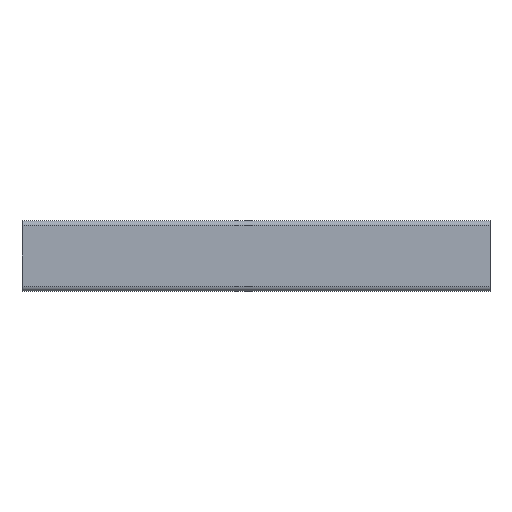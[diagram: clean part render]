
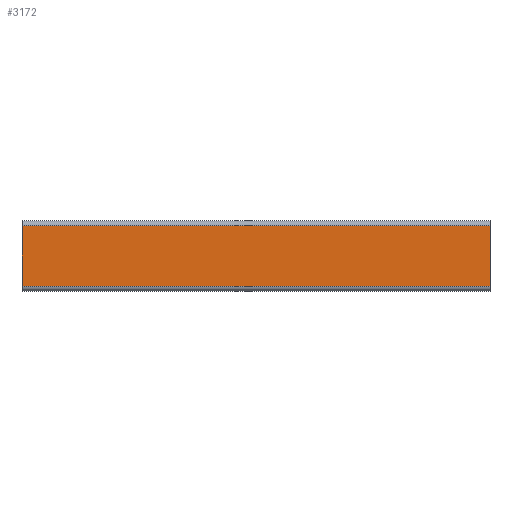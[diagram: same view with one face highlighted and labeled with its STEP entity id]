
A CAD part, left-side view. The second image highlights one B-rep face of the part: STEP entity #3172.
In plain terms, the highlighted planar face has unit normal (-1, 0, 0).
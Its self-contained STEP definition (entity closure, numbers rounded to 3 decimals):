
#412=FACE_OUTER_BOUND('',#570,.T.);
#570=EDGE_LOOP('',(#2619,#2620,#2621,#2622));
#681=LINE('',#4707,#997);
#900=LINE('',#5357,#1216);
#901=LINE('',#5360,#1217);
#902=LINE('',#5361,#1218);
#997=VECTOR('',#3753,200.);
#1216=VECTOR('',#4414,200.);
#1217=VECTOR('',#4419,26.);
#1218=VECTOR('',#4420,26.);
#1317=VERTEX_POINT('',#4700);
#1320=VERTEX_POINT('',#4705);
#1529=VERTEX_POINT('',#5354);
#1530=VERTEX_POINT('',#5356);
#1667=EDGE_CURVE('',#1317,#1320,#681,.T.);
#1995=EDGE_CURVE('',#1529,#1530,#900,.T.);
#1997=EDGE_CURVE('',#1529,#1317,#901,.T.);
#1998=EDGE_CURVE('',#1530,#1320,#902,.T.);
#2619=ORIENTED_EDGE('',*,*,#1997,.T.);
#2620=ORIENTED_EDGE('',*,*,#1667,.T.);
#2621=ORIENTED_EDGE('',*,*,#1998,.F.);
#2622=ORIENTED_EDGE('',*,*,#1995,.F.);
#3014=PLANE('',#3484);
#3172=ADVANCED_FACE('',(#412),#3014,.T.);
#3484=AXIS2_PLACEMENT_3D('',#5359,#4417,#4418);
#3753=DIRECTION('',(0.,-1.,0.));
#4414=DIRECTION('',(0.,-1.,0.));
#4417=DIRECTION('center_axis',(-1.,0.,0.));
#4418=DIRECTION('ref_axis',(0.,0.,1.));
#4419=DIRECTION('',(0.,0.,-1.));
#4420=DIRECTION('',(0.,0.,-1.));
#4700=CARTESIAN_POINT('',(-15.,200.,-13.));
#4705=CARTESIAN_POINT('',(-15.,0.,-13.));
#4707=CARTESIAN_POINT('',(-15.,0.,-13.));
#5354=CARTESIAN_POINT('',(-15.,200.,13.));
#5356=CARTESIAN_POINT('',(-15.,0.,13.));
#5357=CARTESIAN_POINT('',(-15.,0.,13.));
#5359=CARTESIAN_POINT('Origin',(-15.,0.,-13.));
#5360=CARTESIAN_POINT('',(-15.,200.,-6.5));
#5361=CARTESIAN_POINT('',(-15.,0.,-6.5));
